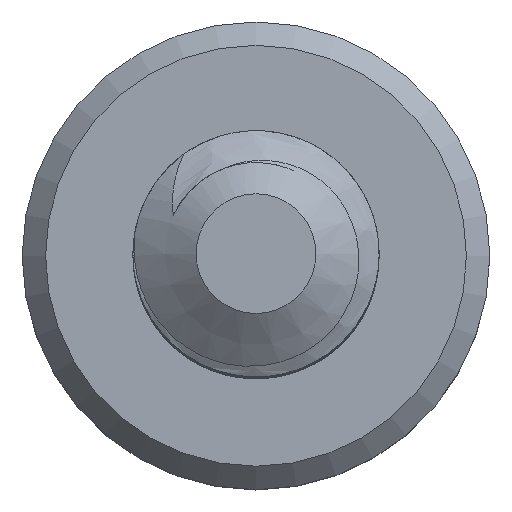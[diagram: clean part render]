
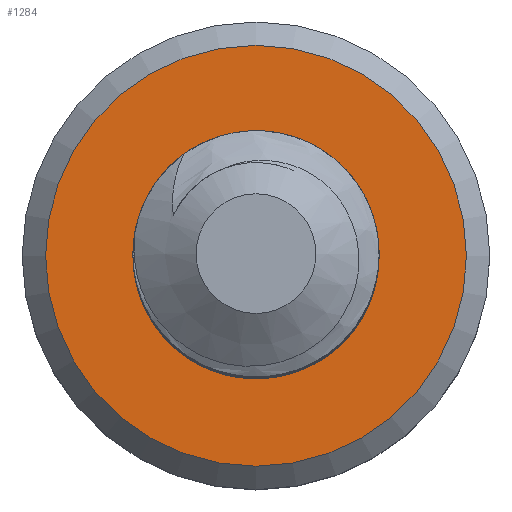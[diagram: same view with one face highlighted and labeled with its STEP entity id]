
A CAD part, top view. The second image highlights one B-rep face of the part: STEP entity #1284.
In plain terms, the highlighted planar face has unit normal (0, 0, 1).
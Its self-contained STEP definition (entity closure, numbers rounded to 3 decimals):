
#16=FACE_BOUND('',#179,.T.);
#19=PLANE('',#1395);
#104=FACE_OUTER_BOUND('',#178,.T.);
#178=EDGE_LOOP('',(#1126,#1127));
#179=EDGE_LOOP('',(#1128,#1129,#1130,#1131));
#192=CIRCLE('',#1318,1.);
#196=CIRCLE('',#1371,1.71);
#197=CIRCLE('',#1372,1.71);
#206=CIRCLE('',#1386,0.74);
#317=B_SPLINE_CURVE_WITH_KNOTS('',3,(#9424,#9425,#9426,#9427,#9428,#9429,
#9430,#9431,#9432,#9433,#9434,#9435,#9436,#9437,#9438,#9439,#9440,#9441,
#9442,#9443,#9444,#9445,#9446,#9447,#9448,#9449,#9450,#9451,#9452,#9453,
#9454,#9455,#9456,#9457,#9458,#9459,#9460),.UNSPECIFIED.,.F.,.F.,(4,3,3,
3,3,3,3,3,3,3,3,3,4),(0.,0.026,0.056,0.068,
0.076,0.085,0.104,0.111,
0.157,0.193,0.214,0.226,
0.27),.UNSPECIFIED.);
#318=B_SPLINE_CURVE_WITH_KNOTS('',3,(#10135,#10136,#10137,#10138,#10139,
#10140,#10141,#10142,#10143,#10144,#10145,#10146,#10147,#10148,#10149,#10150,
#10151,#10152),.UNSPECIFIED.,.F.,.F.,(4,2,2,2,2,2,2,2,4),(0.,0.02,
0.038,0.072,0.11,0.153,
0.2,0.232,0.25),.UNSPECIFIED.);
#451=VERTEX_POINT('',#1662);
#452=VERTEX_POINT('',#1682);
#553=VERTEX_POINT('',#8440);
#554=VERTEX_POINT('',#8442);
#566=VERTEX_POINT('',#8583);
#567=VERTEX_POINT('',#8603);
#580=EDGE_CURVE('',#451,#452,#192,.T.);
#730=EDGE_CURVE('',#554,#553,#196,.T.);
#731=EDGE_CURVE('',#553,#554,#197,.T.);
#748=EDGE_CURVE('',#567,#566,#206,.T.);
#752=EDGE_CURVE('',#566,#452,#317,.T.);
#753=EDGE_CURVE('',#451,#567,#318,.T.);
#1126=ORIENTED_EDGE('',*,*,#730,.T.);
#1127=ORIENTED_EDGE('',*,*,#731,.T.);
#1128=ORIENTED_EDGE('',*,*,#580,.F.);
#1129=ORIENTED_EDGE('',*,*,#753,.T.);
#1130=ORIENTED_EDGE('',*,*,#748,.T.);
#1131=ORIENTED_EDGE('',*,*,#752,.T.);
#1284=ADVANCED_FACE('',(#104,#16),#19,.F.);
#1318=AXIS2_PLACEMENT_3D('',#1683,#1413,#1414);
#1371=AXIS2_PLACEMENT_3D('',#8443,#1568,#1569);
#1372=AXIS2_PLACEMENT_3D('',#8444,#1570,#1571);
#1386=AXIS2_PLACEMENT_3D('',#8604,#1601,#1602);
#1395=AXIS2_PLACEMENT_3D('',#10164,#1619,#1620);
#1413=DIRECTION('center_axis',(0.,0.,1.));
#1414=DIRECTION('ref_axis',(1.,0.,0.));
#1568=DIRECTION('center_axis',(0.,0.,1.));
#1569=DIRECTION('ref_axis',(-1.,0.,0.));
#1570=DIRECTION('center_axis',(0.,0.,1.));
#1571=DIRECTION('ref_axis',(-1.,0.,0.));
#1601=DIRECTION('center_axis',(0.,0.,-1.));
#1602=DIRECTION('ref_axis',(1.,0.,0.));
#1619=DIRECTION('center_axis',(0.,0.,-1.));
#1620=DIRECTION('ref_axis',(-1.,0.,0.));
#1662=CARTESIAN_POINT('',(0.,1.,-10.));
#1682=CARTESIAN_POINT('',(-0.701,0.714,-10.));
#1683=CARTESIAN_POINT('Origin',(0.,0.,-10.));
#8440=CARTESIAN_POINT('',(1.71,0.,-10.));
#8442=CARTESIAN_POINT('',(-1.71,0.,-10.));
#8443=CARTESIAN_POINT('Origin',(0.,0.,-10.));
#8444=CARTESIAN_POINT('Origin',(0.,0.,-10.));
#8583=CARTESIAN_POINT('',(0.,-0.74,-10.));
#8603=CARTESIAN_POINT('',(0.519,-0.528,-10.));
#8604=CARTESIAN_POINT('Origin',(0.,0.,-10.));
#9424=CARTESIAN_POINT('Ctrl Pts',(0.,-0.74,
-10.));
#9425=CARTESIAN_POINT('Ctrl Pts',(-0.085,-0.752,
-10.));
#9426=CARTESIAN_POINT('Ctrl Pts',(-0.171,-0.749,
-10.));
#9427=CARTESIAN_POINT('Ctrl Pts',(-0.255,-0.733,
-10.));
#9428=CARTESIAN_POINT('Ctrl Pts',(-0.352,-0.714,
-10.));
#9429=CARTESIAN_POINT('Ctrl Pts',(-0.446,-0.677,
-10.));
#9430=CARTESIAN_POINT('Ctrl Pts',(-0.53,-0.624,
-10.));
#9431=CARTESIAN_POINT('Ctrl Pts',(-0.565,-0.602,
-10.));
#9432=CARTESIAN_POINT('Ctrl Pts',(-0.598,-0.577,
-10.));
#9433=CARTESIAN_POINT('Ctrl Pts',(-0.629,-0.549,
-10.));
#9434=CARTESIAN_POINT('Ctrl Pts',(-0.649,-0.532,
-10.));
#9435=CARTESIAN_POINT('Ctrl Pts',(-0.668,-0.513,
-10.));
#9436=CARTESIAN_POINT('Ctrl Pts',(-0.685,-0.495,
-10.));
#9437=CARTESIAN_POINT('Ctrl Pts',(-0.706,-0.473,
-10.));
#9438=CARTESIAN_POINT('Ctrl Pts',(-0.724,-0.45,
-10.));
#9439=CARTESIAN_POINT('Ctrl Pts',(-0.741,-0.428,
-10.));
#9440=CARTESIAN_POINT('Ctrl Pts',(-0.773,-0.384,
-10.));
#9441=CARTESIAN_POINT('Ctrl Pts',(-0.799,-0.341,
-10.));
#9442=CARTESIAN_POINT('Ctrl Pts',(-0.82,-0.302,
-10.));
#9443=CARTESIAN_POINT('Ctrl Pts',(-0.828,-0.285,
-10.));
#9444=CARTESIAN_POINT('Ctrl Pts',(-0.836,-0.27,
-10.));
#9445=CARTESIAN_POINT('Ctrl Pts',(-0.842,-0.254,
-10.));
#9446=CARTESIAN_POINT('Ctrl Pts',(-0.884,-0.161,
-10.));
#9447=CARTESIAN_POINT('Ctrl Pts',(-0.909,-0.061,
-10.));
#9448=CARTESIAN_POINT('Ctrl Pts',(-0.918,0.04,
-10.));
#9449=CARTESIAN_POINT('Ctrl Pts',(-0.924,0.12,
-10.));
#9450=CARTESIAN_POINT('Ctrl Pts',(-0.92,0.2,
-10.));
#9451=CARTESIAN_POINT('Ctrl Pts',(-0.906,0.278,
-10.));
#9452=CARTESIAN_POINT('Ctrl Pts',(-0.897,0.324,
-10.));
#9453=CARTESIAN_POINT('Ctrl Pts',(-0.885,0.37,
-10.));
#9454=CARTESIAN_POINT('Ctrl Pts',(-0.87,0.414,-10.));
#9455=CARTESIAN_POINT('Ctrl Pts',(-0.861,0.438,-10.));
#9456=CARTESIAN_POINT('Ctrl Pts',(-0.851,0.462,
-10.));
#9457=CARTESIAN_POINT('Ctrl Pts',(-0.841,0.486,
-10.));
#9458=CARTESIAN_POINT('Ctrl Pts',(-0.802,0.572,
-10.));
#9459=CARTESIAN_POINT('Ctrl Pts',(-0.753,0.649,
-10.));
#9460=CARTESIAN_POINT('Ctrl Pts',(-0.701,0.714,
-10.));
#10135=CARTESIAN_POINT('Ctrl Pts',(0.,1.,
-10.));
#10136=CARTESIAN_POINT('Ctrl Pts',(0.065,0.993,
-10.));
#10137=CARTESIAN_POINT('Ctrl Pts',(0.13,0.98,
-10.));
#10138=CARTESIAN_POINT('Ctrl Pts',(0.25,0.942,-10.));
#10139=CARTESIAN_POINT('Ctrl Pts',(0.305,0.918,
-10.));
#10140=CARTESIAN_POINT('Ctrl Pts',(0.459,0.834,
-10.));
#10141=CARTESIAN_POINT('Ctrl Pts',(0.548,0.761,
-10.));
#10142=CARTESIAN_POINT('Ctrl Pts',(0.702,0.579,
-10.));
#10143=CARTESIAN_POINT('Ctrl Pts',(0.753,0.481,
-10.));
#10144=CARTESIAN_POINT('Ctrl Pts',(0.817,0.31,-10.));
#10145=CARTESIAN_POINT('Ctrl Pts',(0.835,0.212,
-10.));
#10146=CARTESIAN_POINT('Ctrl Pts',(0.835,0.009,
-10.));
#10147=CARTESIAN_POINT('Ctrl Pts',(0.815,-0.094,
-10.));
#10148=CARTESIAN_POINT('Ctrl Pts',(0.749,-0.258,
-10.));
#10149=CARTESIAN_POINT('Ctrl Pts',(0.713,-0.322,
-10.));
#10150=CARTESIAN_POINT('Ctrl Pts',(0.645,-0.412,
-10.));
#10151=CARTESIAN_POINT('Ctrl Pts',(0.597,-0.472,
-10.));
#10152=CARTESIAN_POINT('Ctrl Pts',(0.519,-0.528,
-10.));
#10164=CARTESIAN_POINT('Origin',(0.,0.,-10.));
